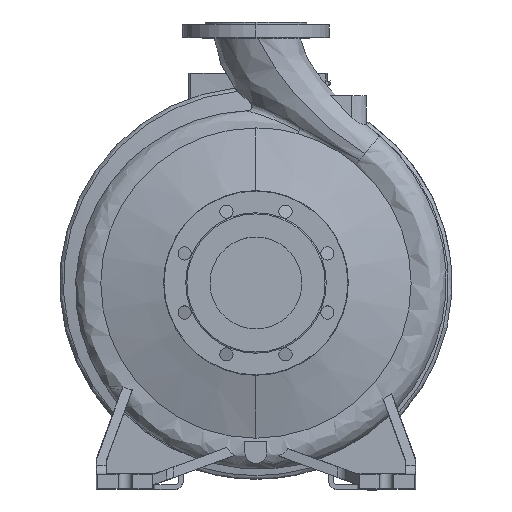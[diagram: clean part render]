
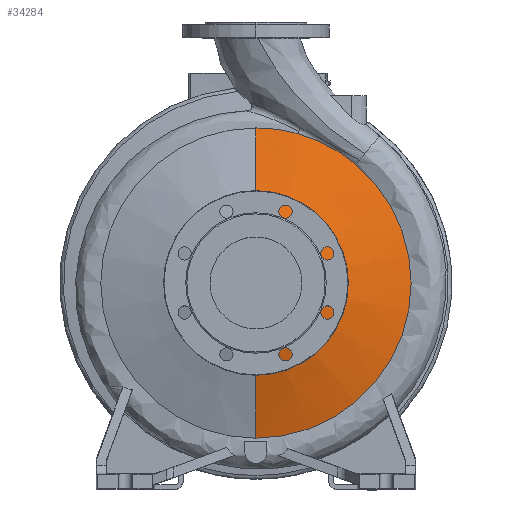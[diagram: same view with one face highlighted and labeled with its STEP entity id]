
A CAD part, top view. The second image highlights one B-rep face of the part: STEP entity #34284.
In plain terms, the highlighted conical face has half-angle 73.053 degrees and reference radius 94.499 mm.
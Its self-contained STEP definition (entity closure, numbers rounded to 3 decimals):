
#1792 = AXIS2_PLACEMENT_3D ( 'NONE', #72548, #4223, #135445 ) ;
#4223 = DIRECTION ( 'NONE',  ( 0., 0., -1. ) ) ;
#5277 = DIRECTION ( 'NONE',  ( 0., 0., 1. ) ) ;
#9670 = DIRECTION ( 'NONE',  ( 0., 0., -1. ) ) ;
#10624 = CIRCLE ( 'NONE', #63356, 211. ) ;
#15366 = EDGE_CURVE ( 'NONE', #82312, #185664, #94930, .T. ) ;
#17110 = CARTESIAN_POINT ( 'NONE',  ( 135.628, 161.635, 26. ) ) ;
#23100 = VERTEX_POINT ( 'NONE', #36229 ) ;
#24851 = CIRCLE ( 'NONE', #190420, 94.5 ) ;
#33234 = ORIENTED_EDGE ( 'NONE', *, *, #33651, .T. ) ;
#33651 = EDGE_CURVE ( 'NONE', #23100, #82312, #10624, .T. ) ;
#34284 = ADVANCED_FACE ( 'NONE', ( #121082 ), #54527, .T. ) ;
#34979 = ORIENTED_EDGE ( 'NONE', *, *, #15366, .T. ) ;
#36229 = CARTESIAN_POINT ( 'NONE',  ( 0., -211., 26. ) ) ;
#38594 = AXIS2_PLACEMENT_3D ( 'NONE', #143073, #148242, #215474 ) ;
#42393 = ORIENTED_EDGE ( 'NONE', *, *, #118296, .T. ) ;
#42426 = CARTESIAN_POINT ( 'NONE',  ( 0., 0., 26. ) ) ;
#44466 = CARTESIAN_POINT ( 'NONE',  ( 0., 94.5, 61.501 ) ) ;
#45403 = CARTESIAN_POINT ( 'NONE',  ( 0., 94.5, 61.501 ) ) ;
#50517 = CARTESIAN_POINT ( 'NONE',  ( 0., -94.5, 61.501 ) ) ;
#50847 = VERTEX_POINT ( 'NONE', #50517 ) ;
#52715 = DIRECTION ( 'NONE',  ( 0., 1., 0. ) ) ;
#54527 = CONICAL_SURFACE ( 'NONE', #1792, 94.5, 1.275 ) ;
#61042 = DIRECTION ( 'NONE',  ( 0., 0.957, -0.291 ) ) ;
#63356 = AXIS2_PLACEMENT_3D ( 'NONE', #42426, #180176, #130553 ) ;
#65454 = EDGE_LOOP ( 'NONE', ( #42393, #163550, #33234, #34979, #141447, #132691 ) ) ;
#71470 = CARTESIAN_POINT ( 'NONE',  ( 0., 0., 26. ) ) ;
#72548 = CARTESIAN_POINT ( 'NONE',  ( 0., 0., 61.501 ) ) ;
#80827 = CARTESIAN_POINT ( 'NONE',  ( 0., 211., 26. ) ) ;
#82312 = VERTEX_POINT ( 'NONE', #17110 ) ;
#86125 = DIRECTION ( 'NONE',  ( 0., -0.957, -0.291 ) ) ;
#94930 = CIRCLE ( 'NONE', #38594, 211. ) ;
#97341 = LINE ( 'NONE', #44466, #204720 ) ;
#118296 = EDGE_CURVE ( 'NONE', #161898, #50847, #24851, .T. ) ;
#119483 = EDGE_CURVE ( 'NONE', #161898, #129840, #97341, .T. ) ;
#121082 = FACE_OUTER_BOUND ( 'NONE', #65454, .T. ) ;
#129840 = VERTEX_POINT ( 'NONE', #80827 ) ;
#130553 = DIRECTION ( 'NONE',  ( 0., 1., 0. ) ) ;
#132691 = ORIENTED_EDGE ( 'NONE', *, *, #119483, .F. ) ;
#135445 = DIRECTION ( 'NONE',  ( 0., 1., 0. ) ) ;
#141447 = ORIENTED_EDGE ( 'NONE', *, *, #159327, .T. ) ;
#142029 = CARTESIAN_POINT ( 'NONE',  ( 0., 0., 61.501 ) ) ;
#143073 = CARTESIAN_POINT ( 'NONE',  ( 0., 0., 26. ) ) ;
#148242 = DIRECTION ( 'NONE',  ( 0., 0., 1. ) ) ;
#159327 = EDGE_CURVE ( 'NONE', #185664, #129840, #161499, .T. ) ;
#161499 = CIRCLE ( 'NONE', #165115, 211. ) ;
#161823 = DIRECTION ( 'NONE',  ( 0., 1., 0. ) ) ;
#161898 = VERTEX_POINT ( 'NONE', #45403 ) ;
#163550 = ORIENTED_EDGE ( 'NONE', *, *, #184214, .T. ) ;
#165115 = AXIS2_PLACEMENT_3D ( 'NONE', #71470, #5277, #52715 ) ;
#168846 = LINE ( 'NONE', #201895, #206929 ) ;
#169978 = CARTESIAN_POINT ( 'NONE',  ( 57.402, 203.042, 26. ) ) ;
#180176 = DIRECTION ( 'NONE',  ( 0., 0., 1. ) ) ;
#184214 = EDGE_CURVE ( 'NONE', #50847, #23100, #168846, .T. ) ;
#185664 = VERTEX_POINT ( 'NONE', #169978 ) ;
#190420 = AXIS2_PLACEMENT_3D ( 'NONE', #142029, #9670, #161823 ) ;
#201895 = CARTESIAN_POINT ( 'NONE',  ( 0., -94.5, 61.501 ) ) ;
#204720 = VECTOR ( 'NONE', #61042, 1000. ) ;
#206929 = VECTOR ( 'NONE', #86125, 1000. ) ;
#215474 = DIRECTION ( 'NONE',  ( 0., 1., 0. ) ) ;
